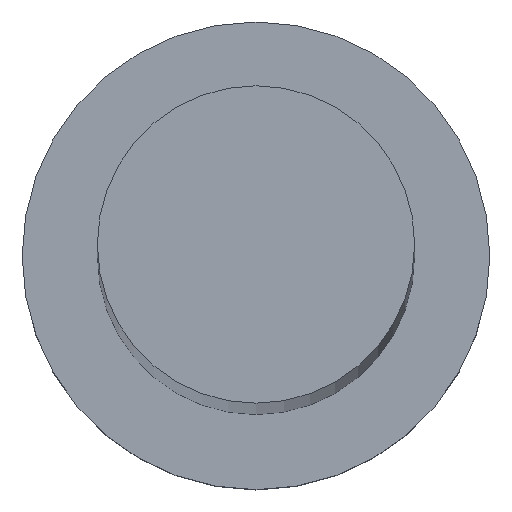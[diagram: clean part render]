
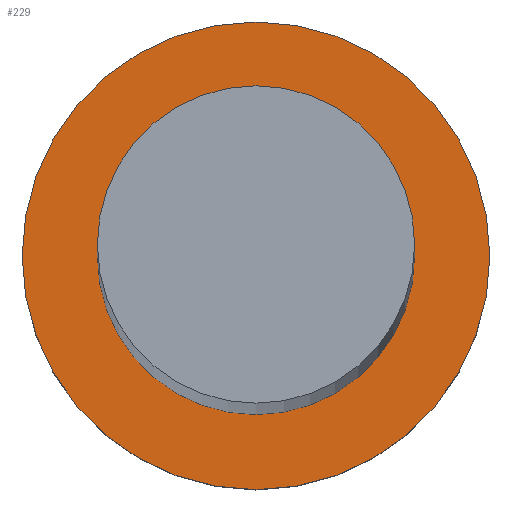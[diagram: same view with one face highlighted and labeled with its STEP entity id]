
A CAD part, top view. The second image highlights one B-rep face of the part: STEP entity #229.
In plain terms, the highlighted planar face has unit normal (0, 0, 1).
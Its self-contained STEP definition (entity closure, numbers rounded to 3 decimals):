
#7 = CARTESIAN_POINT ( 'NONE',  ( 0., 0., 5. ) ) ;
#13 = ORIENTED_EDGE ( 'NONE', *, *, #185, .T. ) ;
#17 = EDGE_LOOP ( 'NONE', ( #69, #90 ) ) ;
#20 = DIRECTION ( 'NONE',  ( 1., 0., 0. ) ) ;
#25 = PLANE ( 'NONE',  #253 ) ;
#34 = VERTEX_POINT ( 'NONE', #209 ) ;
#43 = DIRECTION ( 'NONE',  ( 0., 0., 1. ) ) ;
#46 = CIRCLE ( 'NONE', #201, 7. ) ;
#47 = DIRECTION ( 'NONE',  ( 1., 0., 0. ) ) ;
#48 = CARTESIAN_POINT ( 'NONE',  ( 4.75, 0., 5. ) ) ;
#54 = AXIS2_PLACEMENT_3D ( 'NONE', #134, #43, #97 ) ;
#69 = ORIENTED_EDGE ( 'NONE', *, *, #155, .F. ) ;
#74 = AXIS2_PLACEMENT_3D ( 'NONE', #167, #147, #20 ) ;
#84 = CARTESIAN_POINT ( 'NONE',  ( 0., 0., 5. ) ) ;
#90 = ORIENTED_EDGE ( 'NONE', *, *, #106, .F. ) ;
#92 = CARTESIAN_POINT ( 'NONE',  ( 0., 0., 5. ) ) ;
#97 = DIRECTION ( 'NONE',  ( 1., 0., 0. ) ) ;
#106 = EDGE_CURVE ( 'NONE', #235, #125, #234, .T. ) ;
#114 = FACE_BOUND ( 'NONE', #17, .T. ) ;
#115 = DIRECTION ( 'NONE',  ( 0., 0., 1. ) ) ;
#123 = CARTESIAN_POINT ( 'NONE',  ( 7., 0., 5. ) ) ;
#125 = VERTEX_POINT ( 'NONE', #250 ) ;
#126 = VERTEX_POINT ( 'NONE', #123 ) ;
#134 = CARTESIAN_POINT ( 'NONE',  ( 0., 0., 5. ) ) ;
#138 = AXIS2_PLACEMENT_3D ( 'NONE', #7, #241, #176 ) ;
#147 = DIRECTION ( 'NONE',  ( 0., 0., 1. ) ) ;
#155 = EDGE_CURVE ( 'NONE', #125, #235, #181, .T. ) ;
#160 = EDGE_LOOP ( 'NONE', ( #13, #190 ) ) ;
#164 = EDGE_CURVE ( 'NONE', #126, #34, #46, .T. ) ;
#167 = CARTESIAN_POINT ( 'NONE',  ( 0., 0., 5. ) ) ;
#176 = DIRECTION ( 'NONE',  ( 1., 0., 0. ) ) ;
#181 = CIRCLE ( 'NONE', #54, 4.75 ) ;
#185 = EDGE_CURVE ( 'NONE', #34, #126, #189, .T. ) ;
#189 = CIRCLE ( 'NONE', #138, 7. ) ;
#190 = ORIENTED_EDGE ( 'NONE', *, *, #164, .T. ) ;
#193 = FACE_OUTER_BOUND ( 'NONE', #160, .T. ) ;
#194 = DIRECTION ( 'NONE',  ( 1., 0., 0. ) ) ;
#201 = AXIS2_PLACEMENT_3D ( 'NONE', #92, #243, #47 ) ;
#209 = CARTESIAN_POINT ( 'NONE',  ( -7., 0., 5. ) ) ;
#229 = ADVANCED_FACE ( 'NONE', ( #114, #193 ), #25, .T. ) ;
#234 = CIRCLE ( 'NONE', #74, 4.75 ) ;
#235 = VERTEX_POINT ( 'NONE', #48 ) ;
#241 = DIRECTION ( 'NONE',  ( 0., 0., 1. ) ) ;
#243 = DIRECTION ( 'NONE',  ( 0., 0., 1. ) ) ;
#250 = CARTESIAN_POINT ( 'NONE',  ( -4.75, 0., 5. ) ) ;
#253 = AXIS2_PLACEMENT_3D ( 'NONE', #84, #115, #194 ) ;
